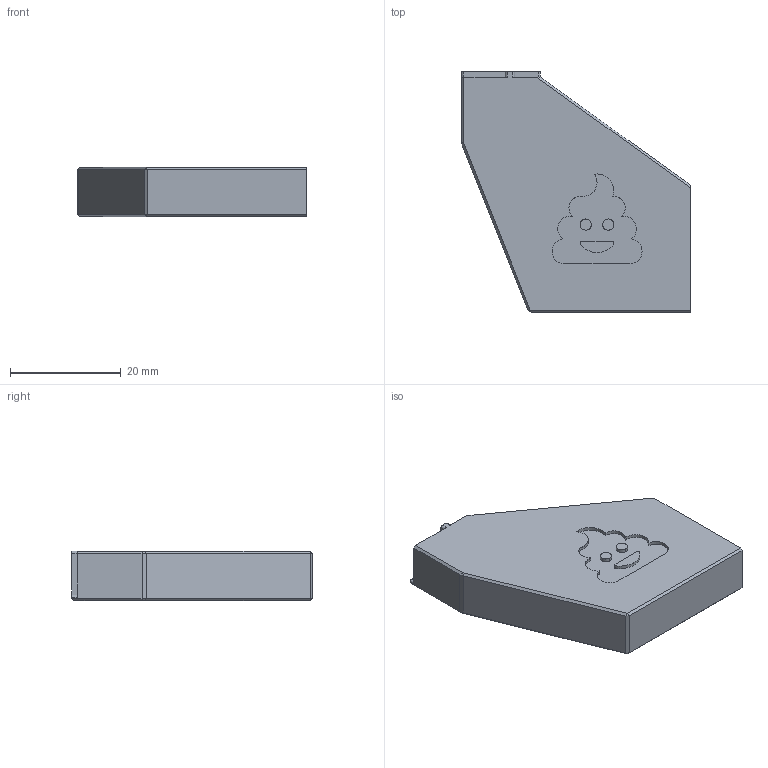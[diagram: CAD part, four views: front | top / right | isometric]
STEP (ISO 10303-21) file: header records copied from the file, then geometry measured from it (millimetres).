
FILE_DESCRIPTION(/* description */ (''),/* implementation_level */ '2;1');
FILE_NAME(/* name */ 'Shaker_Arm_A4T_flat_with_deck.step',/* time_stamp */ '2025-11-09T16:10:28+01:00',/* author */ (''),/* organization */ (''),/* preprocessor_version */ 'ST-DEVELOPER v20.1',/* originating_system */ 'Autodesk Translation Framework v14.17.0.0',/* authorisation */ '');
FILE_SCHEMA (('AUTOMOTIVE_DESIGN { 1 0 10303 214 3 1 1 }'));
Length unit declared in the file: millimetre
Products named in the file (4): Configuration 1; Bucket Assembly; Shaker Stealthburner; Arm
Assembly tree (3 placements, depth 4):
  Configuration 1
    Bucket Assembly
      Shaker Stealthburner
        Arm
Bounding box: 41.35 x 43.5 x 9 mm (x, y, z)
Volume: 11323.7 mm3; surface area: 4330.1 mm2
Topology: 1 solids, 1 shells, 86 faces, 206 edges, 132 vertices
Faces by surface type: plane 47, bspline 29, cylinder 10
Full cylindrical faces by diameter (mm): 3.4 x2, 3.6 x1, 4.6 x3
Entity records: 2643 total; most frequent: CARTESIAN_POINT 808, ORIENTED_EDGE 412, DIRECTION 296, EDGE_CURVE 206, VERTEX_POINT 132, LINE 128, VECTOR 128, EDGE_LOOP 96
